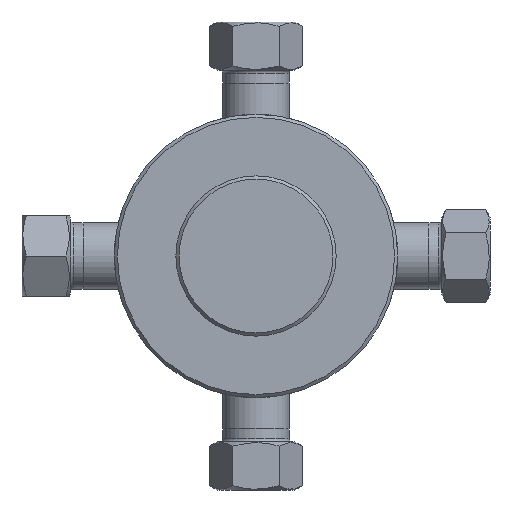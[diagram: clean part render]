
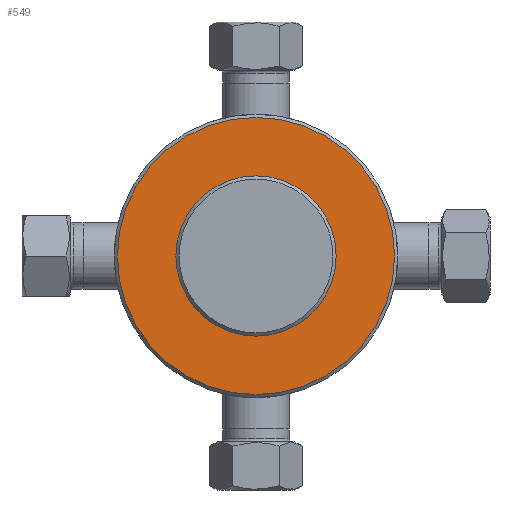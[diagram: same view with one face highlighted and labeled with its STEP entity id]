
A CAD part, left-side view. The second image highlights one B-rep face of the part: STEP entity #549.
In plain terms, the highlighted planar face has unit normal (-1, 0, 0).
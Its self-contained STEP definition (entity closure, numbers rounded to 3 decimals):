
#518=CARTESIAN_POINT('',(6.35,16.448,0.));
#519=VERTEX_POINT('',#518);
#520=CARTESIAN_POINT('',(6.35,0.,0.0));
#521=DIRECTION('',(1.0,0.0,0.0));
#522=DIRECTION('',(0.0,-1.0,0.0));
#523=AXIS2_PLACEMENT_3D('',#520,#521,#522);
#524=CIRCLE('',#523,16.448);
#525=EDGE_CURVE('',#519,#519,#524,.T.);
#530=CARTESIAN_POINT('',(6.35,13.169,0.0));
#531=DIRECTION('',(-1.0,0.0,0.0));
#532=DIRECTION('',(0.0,0.0,1.0));
#533=AXIS2_PLACEMENT_3D('',#530,#531,#532);
#534=PLANE('',#533);
#535=ORIENTED_EDGE('',*,*,#525,.F.);
#536=EDGE_LOOP('',(#535));
#537=FACE_OUTER_BOUND('',#536,.T.);
#538=CARTESIAN_POINT('',(6.35,9.51,0.0));
#539=VERTEX_POINT('',#538);
#540=CARTESIAN_POINT('',(6.35,0.,0.0));
#541=DIRECTION('',(1.0,0.0,0.0));
#542=DIRECTION('',(0.0,1.0,0.0));
#543=AXIS2_PLACEMENT_3D('',#540,#541,#542);
#544=CIRCLE('',#543,9.51);
#545=EDGE_CURVE('',#539,#539,#544,.T.);
#546=ORIENTED_EDGE('',*,*,#545,.T.);
#547=EDGE_LOOP('',(#546));
#548=FACE_BOUND('',#547,.T.);
#549=ADVANCED_FACE('',(#537,#548),#534,.T.);
